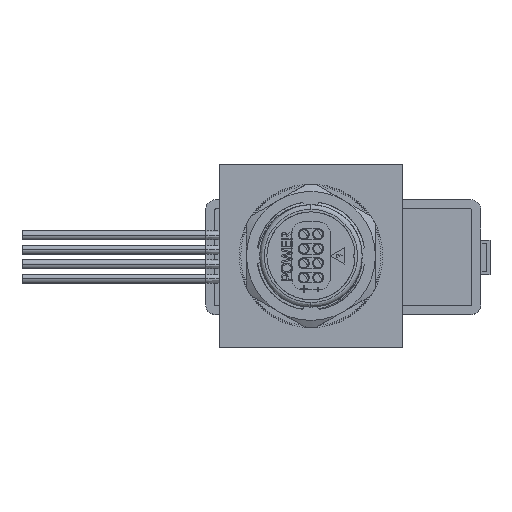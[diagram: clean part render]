
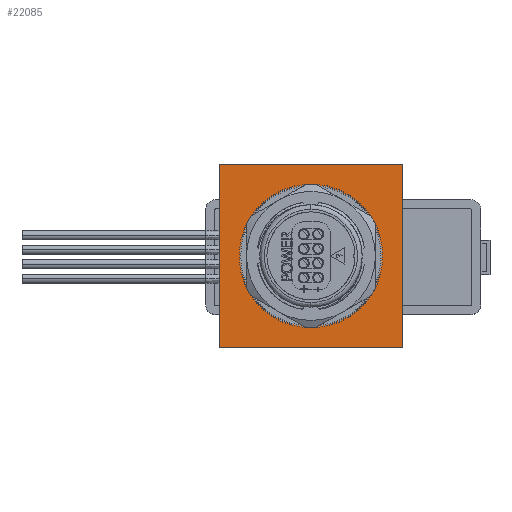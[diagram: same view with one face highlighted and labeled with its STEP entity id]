
A CAD part, top view. The second image highlights one B-rep face of the part: STEP entity #22085.
In plain terms, the highlighted planar face has unit normal (0, 0, 1).
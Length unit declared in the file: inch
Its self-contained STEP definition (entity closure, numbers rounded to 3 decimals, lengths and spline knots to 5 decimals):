
#1017 = DIRECTION ( 'NONE',  ( 0., -1., 0. ) ) ;
#1115 = ORIENTED_EDGE ( 'NONE', *, *, #1228, .T. ) ;
#1187 = CARTESIAN_POINT ( 'NONE',  ( 0., 1., 0.05 ) ) ;
#1228 = EDGE_CURVE ( 'NONE', #3224, #14595, #51468, .T. ) ;
#1353 = VECTOR ( 'NONE', #1017, 39.37008 ) ;
#2346 = CARTESIAN_POINT ( 'NONE',  ( 0., 0., 0.05 ) ) ;
#3224 = VERTEX_POINT ( 'NONE', #3485 ) ;
#3485 = CARTESIAN_POINT ( 'NONE',  ( -1., 1., 0.05 ) ) ;
#4799 = AXIS2_PLACEMENT_3D ( 'NONE', #21853, #36212, #25542 ) ;
#4944 = EDGE_CURVE ( 'NONE', #9641, #50089, #51916, .T. ) ;
#6378 = LINE ( 'NONE', #1187, #26109 ) ;
#8745 = VERTEX_POINT ( 'NONE', #18102 ) ;
#9641 = VERTEX_POINT ( 'NONE', #35293 ) ;
#11766 = AXIS2_PLACEMENT_3D ( 'NONE', #2346, #20988, #16698 ) ;
#13588 = ORIENTED_EDGE ( 'NONE', *, *, #18259, .T. ) ;
#14122 = VECTOR ( 'NONE', #31514, 39.37008 ) ;
#14187 = CARTESIAN_POINT ( 'NONE',  ( -1., 0., 0.05 ) ) ;
#14314 = CARTESIAN_POINT ( 'NONE',  ( 0., 0.59055, 0.05 ) ) ;
#14595 = VERTEX_POINT ( 'NONE', #58871 ) ;
#16093 = DIRECTION ( 'NONE',  ( 0., -1., 0. ) ) ;
#16504 = CARTESIAN_POINT ( 'NONE',  ( 1., 1., 0.05 ) ) ;
#16698 = DIRECTION ( 'NONE',  ( 0., -1., 0. ) ) ;
#16769 = ORIENTED_EDGE ( 'NONE', *, *, #60385, .T. ) ;
#18102 = CARTESIAN_POINT ( 'NONE',  ( 1., -1., 0.05 ) ) ;
#18259 = EDGE_CURVE ( 'NONE', #50089, #9641, #58500, .T. ) ;
#19771 = CARTESIAN_POINT ( 'NONE',  ( 0., 0., 0.05 ) ) ;
#20988 = DIRECTION ( 'NONE',  ( 0., 0., 1. ) ) ;
#21853 = CARTESIAN_POINT ( 'NONE',  ( 0., 0., 0.05 ) ) ;
#22085 = ADVANCED_FACE ( 'NONE', ( #30172, #58585 ), #48817, .T. ) ;
#25289 = DIRECTION ( 'NONE',  ( 0., 0., -1. ) ) ;
#25542 = DIRECTION ( 'NONE',  ( 0., -1., 0. ) ) ;
#26109 = VECTOR ( 'NONE', #39100, 39.37008 ) ;
#28639 = EDGE_CURVE ( 'NONE', #8745, #41883, #41010, .T. ) ;
#30172 = FACE_BOUND ( 'NONE', #45971, .T. ) ;
#31514 = DIRECTION ( 'NONE',  ( 0., 1., 0. ) ) ;
#32246 = VECTOR ( 'NONE', #32956, 39.37008 ) ;
#32408 = AXIS2_PLACEMENT_3D ( 'NONE', #19771, #25289, #16093 ) ;
#32956 = DIRECTION ( 'NONE',  ( 1., 0., 0. ) ) ;
#34172 = EDGE_CURVE ( 'NONE', #14595, #8745, #51599, .T. ) ;
#35293 = CARTESIAN_POINT ( 'NONE',  ( 0., -0.59055, 0.05 ) ) ;
#36212 = DIRECTION ( 'NONE',  ( 0., 0., -1. ) ) ;
#39100 = DIRECTION ( 'NONE',  ( -1., 0., 0. ) ) ;
#39705 = ORIENTED_EDGE ( 'NONE', *, *, #4944, .T. ) ;
#41010 = LINE ( 'NONE', #44987, #14122 ) ;
#41883 = VERTEX_POINT ( 'NONE', #16504 ) ;
#44987 = CARTESIAN_POINT ( 'NONE',  ( 1., 0., 0.05 ) ) ;
#45971 = EDGE_LOOP ( 'NONE', ( #39705, #13588 ) ) ;
#46985 = EDGE_LOOP ( 'NONE', ( #16769, #1115, #58201, #50344 ) ) ;
#48817 = PLANE ( 'NONE',  #11766 ) ;
#50089 = VERTEX_POINT ( 'NONE', #14314 ) ;
#50344 = ORIENTED_EDGE ( 'NONE', *, *, #28639, .T. ) ;
#51468 = LINE ( 'NONE', #14187, #1353 ) ;
#51599 = LINE ( 'NONE', #55580, #32246 ) ;
#51916 = CIRCLE ( 'NONE', #32408, 0.59055 ) ;
#55580 = CARTESIAN_POINT ( 'NONE',  ( 0., -1., 0.05 ) ) ;
#58201 = ORIENTED_EDGE ( 'NONE', *, *, #34172, .T. ) ;
#58500 = CIRCLE ( 'NONE', #4799, 0.59055 ) ;
#58585 = FACE_OUTER_BOUND ( 'NONE', #46985, .T. ) ;
#58871 = CARTESIAN_POINT ( 'NONE',  ( -1., -1., 0.05 ) ) ;
#60385 = EDGE_CURVE ( 'NONE', #41883, #3224, #6378, .T. ) ;
